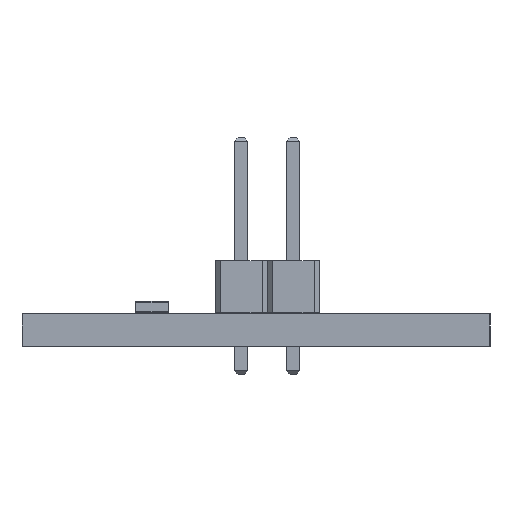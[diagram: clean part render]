
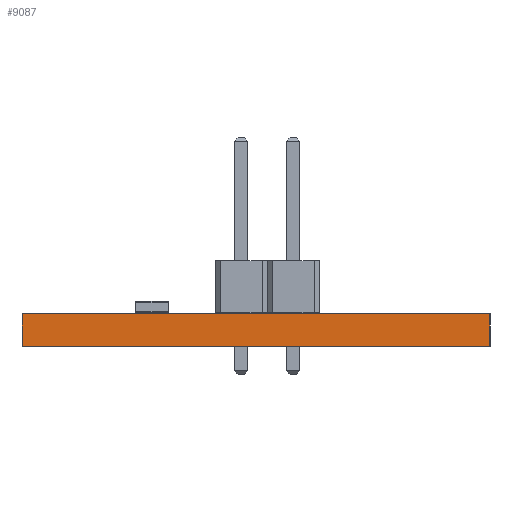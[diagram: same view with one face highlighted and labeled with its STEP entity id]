
A CAD part, left-side view. The second image highlights one B-rep face of the part: STEP entity #9087.
In plain terms, the highlighted planar face has unit normal (-1, 0, 0).
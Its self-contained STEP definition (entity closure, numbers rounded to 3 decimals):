
#8403 = PLANE('',#8404);
#8404 = AXIS2_PLACEMENT_3D('',#8405,#8406,#8407);
#8405 = CARTESIAN_POINT('',(123.19,-87.63,0.));
#8406 = DIRECTION('',(0.,1.,0.));
#8407 = DIRECTION('',(1.,0.,0.));
#8431 = PLANE('',#8432);
#8432 = AXIS2_PLACEMENT_3D('',#8433,#8434,#8435);
#8433 = CARTESIAN_POINT('',(136.525,-99.06,1.6));
#8434 = DIRECTION('',(-0.,-0.,-1.));
#8435 = DIRECTION('',(-1.,0.,0.));
#8459 = PLANE('',#8460);
#8460 = AXIS2_PLACEMENT_3D('',#8461,#8462,#8463);
#8461 = CARTESIAN_POINT('',(149.86,-110.49,0.));
#8462 = DIRECTION('',(0.,-1.,0.));
#8463 = DIRECTION('',(-1.,0.,0.));
#8485 = PLANE('',#8486);
#8486 = AXIS2_PLACEMENT_3D('',#8487,#8488,#8489);
#8487 = CARTESIAN_POINT('',(136.525,-99.06,0.));
#8488 = DIRECTION('',(-0.,-0.,-1.));
#8489 = DIRECTION('',(-1.,0.,0.));
#8500 = EDGE_CURVE('',#8501,#8503,#8505,.T.);
#8501 = VERTEX_POINT('',#8502);
#8502 = CARTESIAN_POINT('',(123.19,-87.63,0.));
#8503 = VERTEX_POINT('',#8504);
#8504 = CARTESIAN_POINT('',(123.19,-87.63,1.6));
#8505 = SURFACE_CURVE('',#8506,(#8510,#8517),.PCURVE_S1.);
#8506 = LINE('',#8507,#8508);
#8507 = CARTESIAN_POINT('',(123.19,-87.63,0.));
#8508 = VECTOR('',#8509,1.);
#8509 = DIRECTION('',(0.,0.,1.));
#8510 = PCURVE('',#8403,#8511);
#8511 = DEFINITIONAL_REPRESENTATION('',(#8512),#8516);
#8512 = LINE('',#8513,#8514);
#8513 = CARTESIAN_POINT('',(0.,0.));
#8514 = VECTOR('',#8515,1.);
#8515 = DIRECTION('',(0.,-1.));
#8516 = ( GEOMETRIC_REPRESENTATION_CONTEXT(2) 
PARAMETRIC_REPRESENTATION_CONTEXT() REPRESENTATION_CONTEXT('2D SPACE',''
  ) );
#8517 = PCURVE('',#8518,#8523);
#8518 = PLANE('',#8519);
#8519 = AXIS2_PLACEMENT_3D('',#8520,#8521,#8522);
#8520 = CARTESIAN_POINT('',(123.19,-110.49,0.));
#8521 = DIRECTION('',(-1.,0.,0.));
#8522 = DIRECTION('',(0.,1.,0.));
#8523 = DEFINITIONAL_REPRESENTATION('',(#8524),#8528);
#8524 = LINE('',#8525,#8526);
#8525 = CARTESIAN_POINT('',(22.86,0.));
#8526 = VECTOR('',#8527,1.);
#8527 = DIRECTION('',(0.,-1.));
#8528 = ( GEOMETRIC_REPRESENTATION_CONTEXT(2) 
PARAMETRIC_REPRESENTATION_CONTEXT() REPRESENTATION_CONTEXT('2D SPACE',''
  ) );
#8578 = VERTEX_POINT('',#8579);
#8579 = CARTESIAN_POINT('',(123.19,-110.49,1.6));
#8600 = EDGE_CURVE('',#8601,#8578,#8603,.T.);
#8601 = VERTEX_POINT('',#8602);
#8602 = CARTESIAN_POINT('',(123.19,-110.49,0.));
#8603 = SURFACE_CURVE('',#8604,(#8608,#8615),.PCURVE_S1.);
#8604 = LINE('',#8605,#8606);
#8605 = CARTESIAN_POINT('',(123.19,-110.49,0.));
#8606 = VECTOR('',#8607,1.);
#8607 = DIRECTION('',(0.,0.,1.));
#8608 = PCURVE('',#8459,#8609);
#8609 = DEFINITIONAL_REPRESENTATION('',(#8610),#8614);
#8610 = LINE('',#8611,#8612);
#8611 = CARTESIAN_POINT('',(26.67,0.));
#8612 = VECTOR('',#8613,1.);
#8613 = DIRECTION('',(0.,-1.));
#8614 = ( GEOMETRIC_REPRESENTATION_CONTEXT(2) 
PARAMETRIC_REPRESENTATION_CONTEXT() REPRESENTATION_CONTEXT('2D SPACE',''
  ) );
#8615 = PCURVE('',#8518,#8616);
#8616 = DEFINITIONAL_REPRESENTATION('',(#8617),#8621);
#8617 = LINE('',#8618,#8619);
#8618 = CARTESIAN_POINT('',(0.,0.));
#8619 = VECTOR('',#8620,1.);
#8620 = DIRECTION('',(0.,-1.));
#8621 = ( GEOMETRIC_REPRESENTATION_CONTEXT(2) 
PARAMETRIC_REPRESENTATION_CONTEXT() REPRESENTATION_CONTEXT('2D SPACE',''
  ) );
#8649 = EDGE_CURVE('',#8601,#8501,#8650,.T.);
#8650 = SURFACE_CURVE('',#8651,(#8655,#8662),.PCURVE_S1.);
#8651 = LINE('',#8652,#8653);
#8652 = CARTESIAN_POINT('',(123.19,-110.49,0.));
#8653 = VECTOR('',#8654,1.);
#8654 = DIRECTION('',(0.,1.,0.));
#8655 = PCURVE('',#8485,#8656);
#8656 = DEFINITIONAL_REPRESENTATION('',(#8657),#8661);
#8657 = LINE('',#8658,#8659);
#8658 = CARTESIAN_POINT('',(13.335,-11.43));
#8659 = VECTOR('',#8660,1.);
#8660 = DIRECTION('',(0.,1.));
#8661 = ( GEOMETRIC_REPRESENTATION_CONTEXT(2) 
PARAMETRIC_REPRESENTATION_CONTEXT() REPRESENTATION_CONTEXT('2D SPACE',''
  ) );
#8662 = PCURVE('',#8518,#8663);
#8663 = DEFINITIONAL_REPRESENTATION('',(#8664),#8668);
#8664 = LINE('',#8665,#8666);
#8665 = CARTESIAN_POINT('',(0.,0.));
#8666 = VECTOR('',#8667,1.);
#8667 = DIRECTION('',(1.,0.));
#8668 = ( GEOMETRIC_REPRESENTATION_CONTEXT(2) 
PARAMETRIC_REPRESENTATION_CONTEXT() REPRESENTATION_CONTEXT('2D SPACE',''
  ) );
#8886 = EDGE_CURVE('',#8578,#8503,#8887,.T.);
#8887 = SURFACE_CURVE('',#8888,(#8892,#8899),.PCURVE_S1.);
#8888 = LINE('',#8889,#8890);
#8889 = CARTESIAN_POINT('',(123.19,-110.49,1.6));
#8890 = VECTOR('',#8891,1.);
#8891 = DIRECTION('',(0.,1.,0.));
#8892 = PCURVE('',#8431,#8893);
#8893 = DEFINITIONAL_REPRESENTATION('',(#8894),#8898);
#8894 = LINE('',#8895,#8896);
#8895 = CARTESIAN_POINT('',(13.335,-11.43));
#8896 = VECTOR('',#8897,1.);
#8897 = DIRECTION('',(0.,1.));
#8898 = ( GEOMETRIC_REPRESENTATION_CONTEXT(2) 
PARAMETRIC_REPRESENTATION_CONTEXT() REPRESENTATION_CONTEXT('2D SPACE',''
  ) );
#8899 = PCURVE('',#8518,#8900);
#8900 = DEFINITIONAL_REPRESENTATION('',(#8901),#8905);
#8901 = LINE('',#8902,#8903);
#8902 = CARTESIAN_POINT('',(0.,-1.6));
#8903 = VECTOR('',#8904,1.);
#8904 = DIRECTION('',(1.,0.));
#8905 = ( GEOMETRIC_REPRESENTATION_CONTEXT(2) 
PARAMETRIC_REPRESENTATION_CONTEXT() REPRESENTATION_CONTEXT('2D SPACE',''
  ) );
#9087 = ADVANCED_FACE('',(#9088),#8518,.T.);
#9088 = FACE_BOUND('',#9089,.T.);
#9089 = EDGE_LOOP('',(#9090,#9091,#9092,#9093));
#9090 = ORIENTED_EDGE('',*,*,#8600,.T.);
#9091 = ORIENTED_EDGE('',*,*,#8886,.T.);
#9092 = ORIENTED_EDGE('',*,*,#8500,.F.);
#9093 = ORIENTED_EDGE('',*,*,#8649,.F.);
